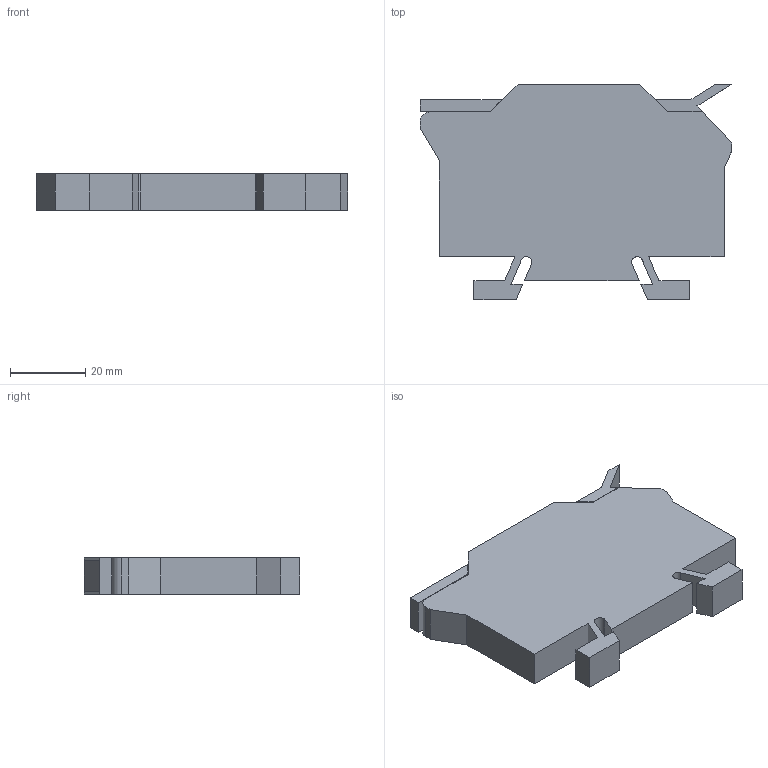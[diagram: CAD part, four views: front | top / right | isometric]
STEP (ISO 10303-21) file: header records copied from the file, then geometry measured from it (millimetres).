
FILE_DESCRIPTION((''),'2;1');
FILE_NAME('119-3021.stp','2012-04-11T06:59:05',('NFELIX'),(''),'Autodesk Inventor 2012','Autodesk Inventor 2012','');
FILE_SCHEMA(('AUTOMOTIVE_DESIGN { 1 0 10303 214 1 1 1 1 }'));
Length unit declared in the file: inch
Products named in the file (1): 119-3021
Bounding box: 82.55 x 57.15 x 9.65 mm (x, y, z)
Volume: 33140 mm3; surface area: 12355.9 mm2
Topology: 2 solids, 2 shells, 71 faces, 198 edges, 130 vertices
Faces by surface type: plane 60, cylinder 11
Full cylindrical faces by diameter (mm): 5.334 x4
Entity records: 2265 total; most frequent: CARTESIAN_POINT 388, ORIENTED_EDGE 380, DIRECTION 360, EDGE_CURVE 190, VECTOR 164, LINE 164, VERTEX_POINT 126, AXIS2_PLACEMENT_3D 98
